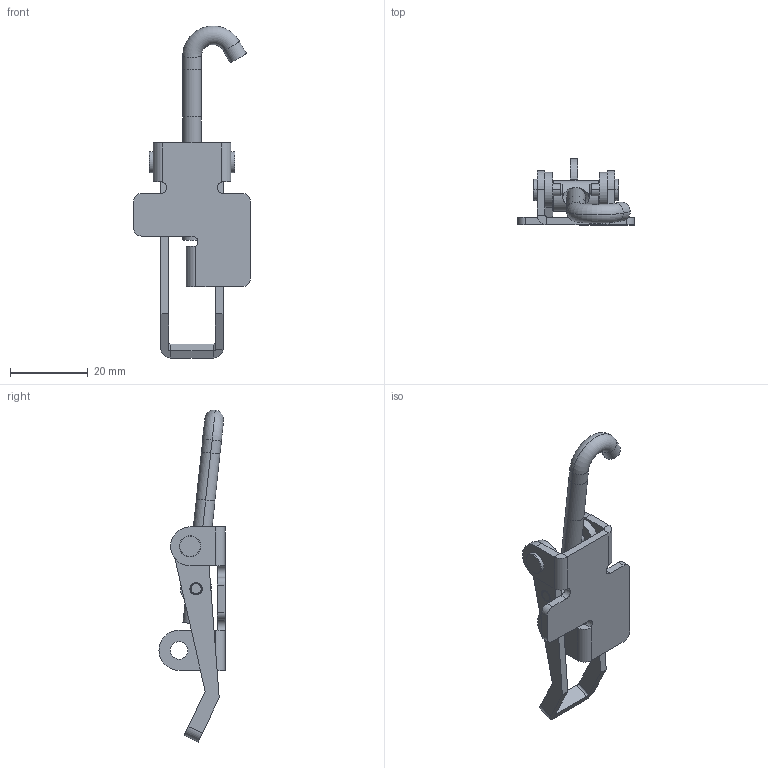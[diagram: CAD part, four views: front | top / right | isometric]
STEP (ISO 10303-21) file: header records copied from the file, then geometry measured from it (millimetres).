
FILE_DESCRIPTION (( 'STEP AP214' ), '1' );
FILE_NAME ('540302 - 701 HLA RF.STEP', '2016-12-30T11:55:54', ( '' ), ( '' ), 'SwSTEP 2.0', 'SolidWorks 2015', '' );
FILE_SCHEMA (( 'AUTOMOTIVE_DESIGN' ));
Length unit declared in the file: millimetre
Products named in the file (6): Hake M5; 701 - Mid Cylinder; 701 - Ansatsnit; 701 - Bygel; 701 - LA; 540302 - 701 HLA RF
Assembly tree (6 placements, depth 2):
  540302 - 701 HLA RF
    701 - LA
    701 - Bygel
    701 - Ansatsnit  x2
    701 - Mid Cylinder
    Hake M5
Bounding box: 30 x 17 x 85.51 mm (x, y, z)
Volume: 5274.7 mm3; surface area: 6318.1 mm2
Topology: 6 solids, 6 shells, 147 faces, 326 edges, 198 vertices
Faces by surface type: cylinder 67, plane 62, cone 12, torus 6
Entity records: 4096 total; most frequent: CARTESIAN_POINT 752, DIRECTION 712, ORIENTED_EDGE 600, EDGE_CURVE 300, AXIS2_PLACEMENT_3D 274, VERTEX_POINT 182, VECTOR 164, LINE 164
